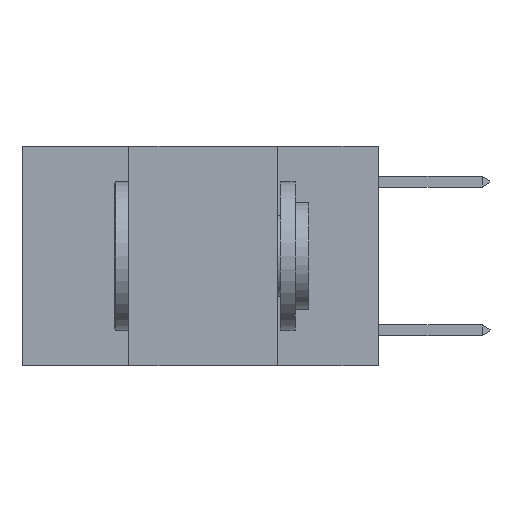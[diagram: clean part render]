
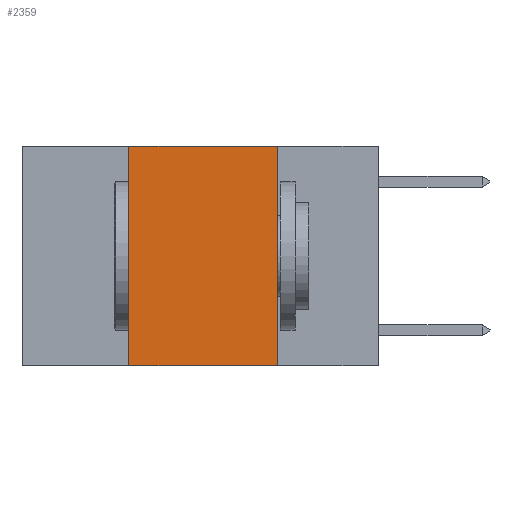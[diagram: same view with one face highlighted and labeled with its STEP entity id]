
A CAD part, left-side view. The second image highlights one B-rep face of the part: STEP entity #2359.
In plain terms, the highlighted planar face has unit normal (-1, 0, 0).
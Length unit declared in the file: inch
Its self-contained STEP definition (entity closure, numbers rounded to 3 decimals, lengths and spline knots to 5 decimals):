
#283 = LINE ( 'NONE', #28984, #27108 ) ;
#596 = CARTESIAN_POINT ( 'NONE',  ( 0., 0.17, 0. ) ) ;
#836 = EDGE_CURVE ( 'NONE', #24641, #19667, #9118, .T. ) ;
#2359 = ADVANCED_FACE ( 'NONE', ( #30645 ), #7661, .F. ) ;
#3478 = VERTEX_POINT ( 'NONE', #19169 ) ;
#3500 = DIRECTION ( 'NONE',  ( 0., 0., -1. ) ) ;
#4120 = VECTOR ( 'NONE', #21199, 39.37008 ) ;
#7276 = DIRECTION ( 'NONE',  ( 0., 0., -1. ) ) ;
#7321 = DIRECTION ( 'NONE',  ( 1., 0., 0. ) ) ;
#7357 = CARTESIAN_POINT ( 'NONE',  ( 0., 0.6, 0. ) ) ;
#7661 = PLANE ( 'NONE',  #21077 ) ;
#7870 = EDGE_LOOP ( 'NONE', ( #12009, #25301, #29156, #17742 ) ) ;
#7987 = CARTESIAN_POINT ( 'NONE',  ( 0., 0.6, 0. ) ) ;
#8364 = VECTOR ( 'NONE', #3500, 39.37008 ) ;
#9118 = LINE ( 'NONE', #20865, #4120 ) ;
#9174 = EDGE_CURVE ( 'NONE', #24641, #3478, #283, .T. ) ;
#9873 = VERTEX_POINT ( 'NONE', #596 ) ;
#12009 = ORIENTED_EDGE ( 'NONE', *, *, #17141, .F. ) ;
#12362 = CARTESIAN_POINT ( 'NONE',  ( 0., 0.42, -0.37 ) ) ;
#13009 = CARTESIAN_POINT ( 'NONE',  ( 0., 0.17, 0. ) ) ;
#15530 = LINE ( 'NONE', #13009, #8364 ) ;
#17141 = EDGE_CURVE ( 'NONE', #9873, #3478, #15530, .T. ) ;
#17742 = ORIENTED_EDGE ( 'NONE', *, *, #9174, .T. ) ;
#19169 = CARTESIAN_POINT ( 'NONE',  ( 0., 0.17, -0.37 ) ) ;
#19437 = EDGE_CURVE ( 'NONE', #19667, #9873, #22737, .T. ) ;
#19667 = VERTEX_POINT ( 'NONE', #30667 ) ;
#20865 = CARTESIAN_POINT ( 'NONE',  ( 0., 0.42, 0. ) ) ;
#21077 = AXIS2_PLACEMENT_3D ( 'NONE', #7357, #7321, #7276 ) ;
#21199 = DIRECTION ( 'NONE',  ( 0., 0., 1. ) ) ;
#22611 = DIRECTION ( 'NONE',  ( 0., -1., 0. ) ) ;
#22737 = LINE ( 'NONE', #7987, #27554 ) ;
#24641 = VERTEX_POINT ( 'NONE', #12362 ) ;
#25301 = ORIENTED_EDGE ( 'NONE', *, *, #19437, .F. ) ;
#27108 = VECTOR ( 'NONE', #28000, 39.37008 ) ;
#27554 = VECTOR ( 'NONE', #22611, 39.37008 ) ;
#28000 = DIRECTION ( 'NONE',  ( 0., -1., 0. ) ) ;
#28984 = CARTESIAN_POINT ( 'NONE',  ( 0., 0.6, -0.37 ) ) ;
#29156 = ORIENTED_EDGE ( 'NONE', *, *, #836, .F. ) ;
#30645 = FACE_OUTER_BOUND ( 'NONE', #7870, .T. ) ;
#30667 = CARTESIAN_POINT ( 'NONE',  ( 0., 0.42, 0. ) ) ;
